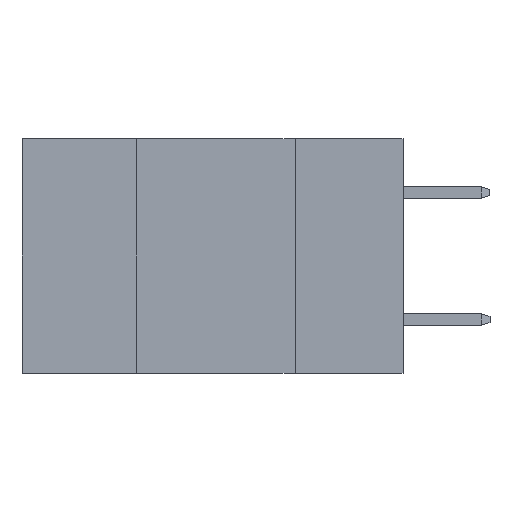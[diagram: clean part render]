
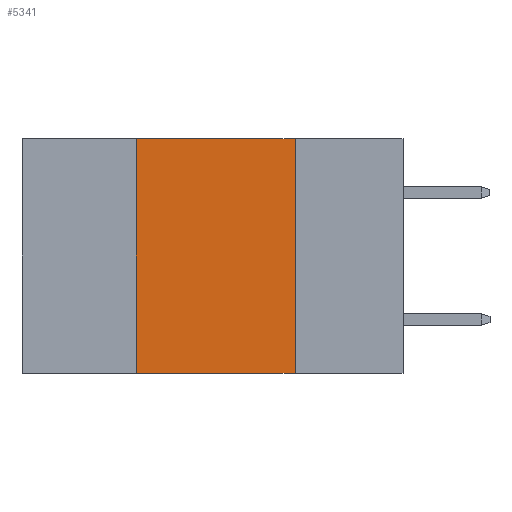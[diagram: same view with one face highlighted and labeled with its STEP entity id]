
A CAD part, left-side view. The second image highlights one B-rep face of the part: STEP entity #5341.
In plain terms, the highlighted planar face has unit normal (-1, 0, 0).
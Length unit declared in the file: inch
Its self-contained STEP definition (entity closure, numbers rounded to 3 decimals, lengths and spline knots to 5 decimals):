
#484 = EDGE_CURVE ( 'NONE', #5873, #8948, #10540, .T. ) ;
#1169 = VECTOR ( 'NONE', #11436, 39.37008 ) ;
#1407 = LINE ( 'NONE', #2122, #1489 ) ;
#1489 = VECTOR ( 'NONE', #8532, 39.37008 ) ;
#1601 = ORIENTED_EDGE ( 'NONE', *, *, #9015, .F. ) ;
#1638 = FACE_OUTER_BOUND ( 'NONE', #8546, .T. ) ;
#1664 = VERTEX_POINT ( 'NONE', #11385 ) ;
#2122 = CARTESIAN_POINT ( 'NONE',  ( 0., 0.17, 0. ) ) ;
#2271 = AXIS2_PLACEMENT_3D ( 'NONE', #7062, #9813, #9696 ) ;
#2461 = PLANE ( 'NONE',  #2271 ) ;
#3822 = DIRECTION ( 'NONE',  ( 0., -1., 0. ) ) ;
#3843 = DIRECTION ( 'NONE',  ( 0., 0., 1. ) ) ;
#3885 = EDGE_CURVE ( 'NONE', #1664, #8948, #1407, .T. ) ;
#4126 = ORIENTED_EDGE ( 'NONE', *, *, #484, .T. ) ;
#4529 = VECTOR ( 'NONE', #3843, 39.37008 ) ;
#4586 = ORIENTED_EDGE ( 'NONE', *, *, #3885, .F. ) ;
#4818 = CARTESIAN_POINT ( 'NONE',  ( 0., 0.6, 0. ) ) ;
#5341 = ADVANCED_FACE ( 'NONE', ( #1638 ), #2461, .F. ) ;
#5342 = VECTOR ( 'NONE', #3822, 39.37008 ) ;
#5641 = CARTESIAN_POINT ( 'NONE',  ( 0., 0.17, -0.37 ) ) ;
#5711 = LINE ( 'NONE', #4818, #5342 ) ;
#5873 = VERTEX_POINT ( 'NONE', #6453 ) ;
#5996 = EDGE_CURVE ( 'NONE', #5873, #11300, #9197, .T. ) ;
#6453 = CARTESIAN_POINT ( 'NONE',  ( 0., 0.42, -0.37 ) ) ;
#7062 = CARTESIAN_POINT ( 'NONE',  ( 0., 0.6, 0. ) ) ;
#8532 = DIRECTION ( 'NONE',  ( 0., 0., -1. ) ) ;
#8546 = EDGE_LOOP ( 'NONE', ( #4586, #1601, #10969, #4126 ) ) ;
#8948 = VERTEX_POINT ( 'NONE', #5641 ) ;
#9015 = EDGE_CURVE ( 'NONE', #11300, #1664, #5711, .T. ) ;
#9197 = LINE ( 'NONE', #9374, #4529 ) ;
#9374 = CARTESIAN_POINT ( 'NONE',  ( 0., 0.42, 0. ) ) ;
#9500 = CARTESIAN_POINT ( 'NONE',  ( 0., 0.6, -0.37 ) ) ;
#9556 = CARTESIAN_POINT ( 'NONE',  ( 0., 0.42, 0. ) ) ;
#9696 = DIRECTION ( 'NONE',  ( 0., 0., -1. ) ) ;
#9813 = DIRECTION ( 'NONE',  ( 1., 0., 0. ) ) ;
#10540 = LINE ( 'NONE', #9500, #1169 ) ;
#10969 = ORIENTED_EDGE ( 'NONE', *, *, #5996, .F. ) ;
#11300 = VERTEX_POINT ( 'NONE', #9556 ) ;
#11385 = CARTESIAN_POINT ( 'NONE',  ( 0., 0.17, 0. ) ) ;
#11436 = DIRECTION ( 'NONE',  ( 0., -1., 0. ) ) ;
